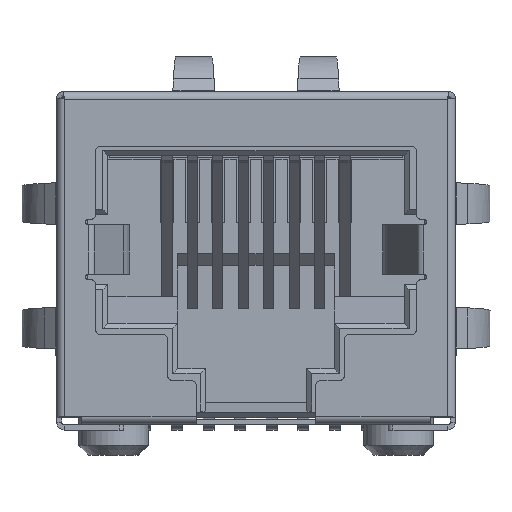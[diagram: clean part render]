
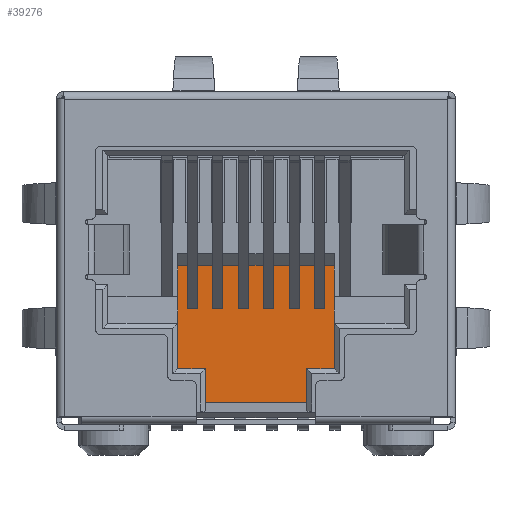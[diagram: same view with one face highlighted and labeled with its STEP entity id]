
A CAD part, front view. The second image highlights one B-rep face of the part: STEP entity #39276.
In plain terms, the highlighted face is planar.
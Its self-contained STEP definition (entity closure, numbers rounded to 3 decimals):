
#2712=LINE('',#54414,#5646);
#2716=LINE('',#54423,#5650);
#2720=LINE('',#54432,#5654);
#2728=LINE('',#54447,#5662);
#2953=LINE('',#54893,#5887);
#3148=LINE('',#55269,#6082);
#3160=LINE('',#55291,#6094);
#3162=LINE('',#55294,#6096);
#5646=VECTOR('',#45244,1000.);
#5650=VECTOR('',#45250,1000.);
#5654=VECTOR('',#45256,1000.);
#5662=VECTOR('',#45266,1000.);
#5887=VECTOR('',#45609,1000.);
#6082=VECTOR('',#45940,1000.);
#6094=VECTOR('',#45968,1000.);
#6096=VECTOR('',#45972,1000.);
#14971=ORIENTED_EDGE('',*,*,#17615,.F.);
#14972=ORIENTED_EDGE('',*,*,#18061,.T.);
#14973=ORIENTED_EDGE('',*,*,#18049,.T.);
#14974=ORIENTED_EDGE('',*,*,#18063,.T.);
#14975=ORIENTED_EDGE('',*,*,#17611,.F.);
#14976=ORIENTED_EDGE('',*,*,#17619,.F.);
#14977=ORIENTED_EDGE('',*,*,#17852,.T.);
#14978=ORIENTED_EDGE('',*,*,#17627,.F.);
#17611=EDGE_CURVE('',#20968,#20970,#2712,.T.);
#17615=EDGE_CURVE('',#20972,#20974,#2716,.T.);
#17619=EDGE_CURVE('',#20976,#20968,#2720,.T.);
#17627=EDGE_CURVE('',#20974,#20984,#2728,.T.);
#17852=EDGE_CURVE('',#20976,#20984,#2953,.T.);
#18049=EDGE_CURVE('',#21259,#21260,#3148,.T.);
#18061=EDGE_CURVE('',#20972,#21259,#3160,.T.);
#18063=EDGE_CURVE('',#21260,#20970,#3162,.T.);
#20968=VERTEX_POINT('',#54412);
#20970=VERTEX_POINT('',#54415);
#20972=VERTEX_POINT('',#54421);
#20974=VERTEX_POINT('',#54424);
#20976=VERTEX_POINT('',#54430);
#20984=VERTEX_POINT('',#54448);
#21259=VERTEX_POINT('',#55270);
#21260=VERTEX_POINT('',#55271);
#24133=EDGE_LOOP('',(#14971,#14972,#14973,#14974,#14975,#14976,#14977,#14978));
#25791=FACE_BOUND('',#24133,.T.);
#26911=PLANE('',#41348);
#39276=ADVANCED_FACE('',(#25791),#26911,.F.);
#41348=AXIS2_PLACEMENT_3D('',#59630,#48383,#48384);
#45244=DIRECTION('',(-1.,0.,0.));
#45250=DIRECTION('',(-1.,0.,0.));
#45256=DIRECTION('',(0.,0.,1.));
#45266=DIRECTION('',(0.,0.,-1.));
#45609=DIRECTION('',(-1.,0.,0.));
#45940=DIRECTION('',(1.,0.,0.));
#45968=DIRECTION('',(0.,0.,1.));
#45972=DIRECTION('',(0.,0.,-1.));
#48383=DIRECTION('',(0.,-1.,0.));
#48384=DIRECTION('',(0.,0.,-1.));
#54412=CARTESIAN_POINT('',(3.15,-0.9,5.759));
#54414=CARTESIAN_POINT('',(0.,-0.9,5.759));
#54415=CARTESIAN_POINT('',(2.03,-0.9,5.759));
#54421=CARTESIAN_POINT('',(-2.03,-0.9,5.759));
#54423=CARTESIAN_POINT('',(0.,-0.9,5.759));
#54424=CARTESIAN_POINT('',(-3.15,-0.9,5.759));
#54430=CARTESIAN_POINT('',(3.15,-0.9,0.276));
#54432=CARTESIAN_POINT('',(3.15,-0.9,0.));
#54447=CARTESIAN_POINT('',(-3.15,-0.9,0.));
#54448=CARTESIAN_POINT('',(-3.15,-0.9,0.276));
#54893=CARTESIAN_POINT('',(0.,-0.9,0.276));
#55269=CARTESIAN_POINT('',(-2.03,-0.9,5.77));
#55270=CARTESIAN_POINT('',(-2.03,-0.9,5.77));
#55271=CARTESIAN_POINT('',(2.03,-0.9,5.77));
#55291=CARTESIAN_POINT('',(-2.03,-0.9,4.42));
#55294=CARTESIAN_POINT('',(2.03,-0.9,5.77));
#59630=CARTESIAN_POINT('',(0.,-0.9,0.));
